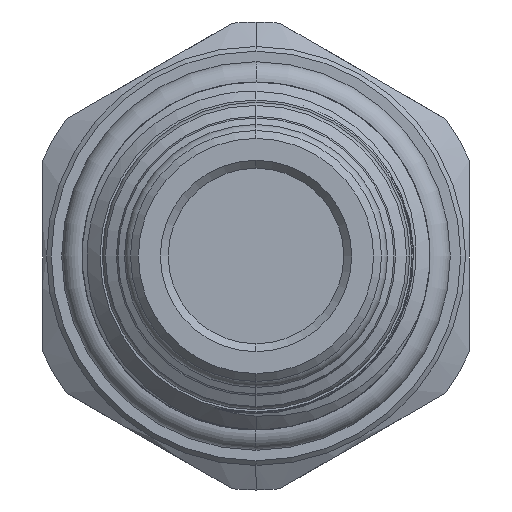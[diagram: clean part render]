
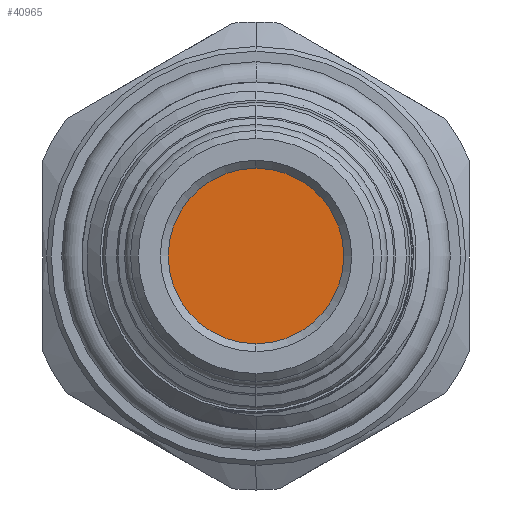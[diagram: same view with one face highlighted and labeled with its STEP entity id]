
A CAD part, left-side view. The second image highlights one B-rep face of the part: STEP entity #40965.
In plain terms, the highlighted planar face has unit normal (-1, 0, 0).
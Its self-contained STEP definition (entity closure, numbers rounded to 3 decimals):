
#1655 = ORIENTED_EDGE ( 'NONE', *, *, #14510, .T. ) ;
#6772 = DIRECTION ( 'NONE',  ( -1., 0., 0. ) ) ;
#10219 = DIRECTION ( 'NONE',  ( 0., 0., 1. ) ) ;
#11518 = DIRECTION ( 'NONE',  ( -1., 0., 0. ) ) ;
#11570 = EDGE_LOOP ( 'NONE', ( #1655, #35981 ) ) ;
#12832 = EDGE_CURVE ( 'NONE', #16956, #37582, #24106, .T. ) ;
#14510 = EDGE_CURVE ( 'NONE', #37582, #16956, #26377, .T. ) ;
#16956 = VERTEX_POINT ( 'NONE', #22771 ) ;
#16960 = DIRECTION ( 'NONE',  ( -1., 0., 0. ) ) ;
#22771 = CARTESIAN_POINT ( 'NONE',  ( -47.901, 0., 5.55 ) ) ;
#24106 = CIRCLE ( 'NONE', #40449, 5.55 ) ;
#24288 = CARTESIAN_POINT ( 'NONE',  ( -47.901, 0., 0. ) ) ;
#24460 = FACE_OUTER_BOUND ( 'NONE', #11570, .T. ) ;
#26377 = CIRCLE ( 'NONE', #31579, 5.55 ) ;
#28889 = AXIS2_PLACEMENT_3D ( 'NONE', #32929, #16960, #10219 ) ;
#31579 = AXIS2_PLACEMENT_3D ( 'NONE', #36146, #6772, #32657 ) ;
#32657 = DIRECTION ( 'NONE',  ( 0., 0., 1. ) ) ;
#32929 = CARTESIAN_POINT ( 'NONE',  ( -47.901, 0., 0. ) ) ;
#35981 = ORIENTED_EDGE ( 'NONE', *, *, #12832, .T. ) ;
#36146 = CARTESIAN_POINT ( 'NONE',  ( -47.901, 0., 0. ) ) ;
#36818 = CARTESIAN_POINT ( 'NONE',  ( -47.901, 0., -5.55 ) ) ;
#37146 = DIRECTION ( 'NONE',  ( 0., 0., 1. ) ) ;
#37582 = VERTEX_POINT ( 'NONE', #36818 ) ;
#38665 = PLANE ( 'NONE',  #28889 ) ;
#40449 = AXIS2_PLACEMENT_3D ( 'NONE', #24288, #11518, #37146 ) ;
#40965 = ADVANCED_FACE ( 'NONE', ( #24460 ), #38665, .T. ) ;
